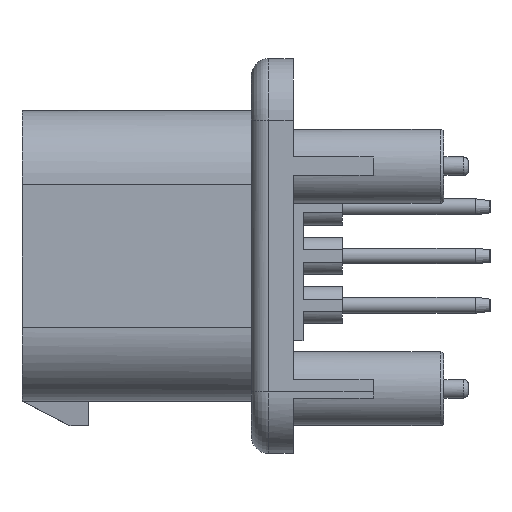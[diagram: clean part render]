
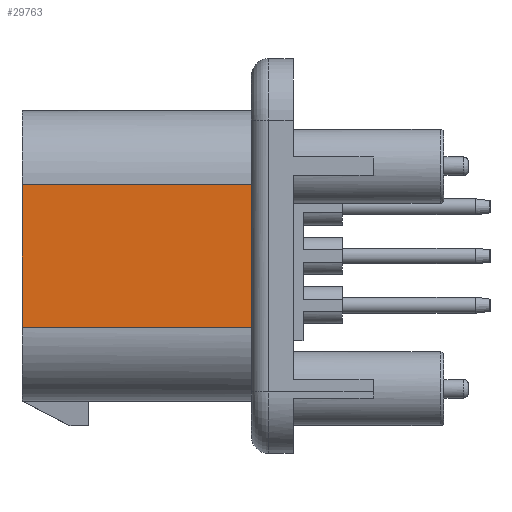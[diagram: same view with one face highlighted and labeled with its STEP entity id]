
A CAD part, left-side view. The second image highlights one B-rep face of the part: STEP entity #29763.
In plain terms, the highlighted planar face has unit normal (-1, 0, 0).
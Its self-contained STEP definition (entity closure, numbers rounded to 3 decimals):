
#13627=CARTESIAN_POINT('',(-8.863,72.196,69.416));
#13628=VERTEX_POINT('',#13627);
#13647=CARTESIAN_POINT('',(-8.863,72.196,80.9));
#13648=VERTEX_POINT('',#13647);
#13649=CARTESIAN_POINT('',(-8.863,72.196,69.416));
#13650=CARTESIAN_POINT('',(-8.863,72.196,71.712));
#13651=CARTESIAN_POINT('',(-8.863,72.196,74.009));
#13652=CARTESIAN_POINT('',(-8.863,72.196,76.306));
#13653=CARTESIAN_POINT('',(-8.863,72.196,78.603));
#13654=CARTESIAN_POINT('',(-8.863,72.196,80.9));
#13655=B_SPLINE_CURVE_WITH_KNOTS('',5,(#13649,#13650,#13651,#13652,#13653,#13654),.UNSPECIFIED.,.F.,.U.,(6,6),(0.,11.6),.UNSPECIFIED.);
#13656=EDGE_CURVE('',#13628,#13648,#13655,.T.);
#29669=CARTESIAN_POINT('',(-8.863,52.347,69.416));
#29670=VERTEX_POINT('',#29669);
#29680=CARTESIAN_POINT('',(-8.863,52.347,69.416));
#29681=CARTESIAN_POINT('',(-8.863,56.317,69.416));
#29682=CARTESIAN_POINT('',(-8.863,60.287,69.416));
#29683=CARTESIAN_POINT('',(-8.863,64.257,69.416));
#29684=CARTESIAN_POINT('',(-8.863,68.226,69.416));
#29685=CARTESIAN_POINT('',(-8.863,72.196,69.416));
#29686=B_SPLINE_CURVE_WITH_KNOTS('',5,(#29680,#29681,#29682,#29683,#29684,#29685),.UNSPECIFIED.,.F.,.U.,(6,6),(0.,20.05),.UNSPECIFIED.);
#29687=EDGE_CURVE('',#29670,#13628,#29686,.T.);
#29712=CARTESIAN_POINT('',(-8.863,62.272,75.158));
#29713=DIRECTION('',(0.,0.,-1.));
#29714=DIRECTION('',(-1.,-0.,0.));
#29715=AXIS2_PLACEMENT_3D('',#29712,#29714,#29713);
#29716=PLANE('',#29715);
#29717=CARTESIAN_POINT('',(-8.863,53.089,78.177));
#29718=VERTEX_POINT('',#29717);
#29719=CARTESIAN_POINT('',(-8.863,53.089,80.9));
#29720=VERTEX_POINT('',#29719);
#29721=CARTESIAN_POINT('',(-8.863,53.089,78.177));
#29722=CARTESIAN_POINT('',(-8.863,53.089,78.722));
#29723=CARTESIAN_POINT('',(-8.863,53.089,79.266));
#29724=CARTESIAN_POINT('',(-8.863,53.089,79.811));
#29725=CARTESIAN_POINT('',(-8.863,53.089,80.355));
#29726=CARTESIAN_POINT('',(-8.863,53.089,80.9));
#29727=B_SPLINE_CURVE_WITH_KNOTS('',5,(#29721,#29722,#29723,#29724,#29725,#29726),.UNSPECIFIED.,.F.,.U.,(6,6),(0.,2.75),.UNSPECIFIED.);
#29728=EDGE_CURVE('',#29718,#29720,#29727,.T.);
#29729=ORIENTED_EDGE('',*,*,#29728,.T.);
#29730=CARTESIAN_POINT('',(-8.863,53.089,80.9));
#29731=CARTESIAN_POINT('',(-8.863,56.911,80.9));
#29732=CARTESIAN_POINT('',(-8.863,60.732,80.9));
#29733=CARTESIAN_POINT('',(-8.863,64.554,80.9));
#29734=CARTESIAN_POINT('',(-8.863,68.375,80.9));
#29735=CARTESIAN_POINT('',(-8.863,72.196,80.9));
#29736=B_SPLINE_CURVE_WITH_KNOTS('',5,(#29730,#29731,#29732,#29733,#29734,#29735),.UNSPECIFIED.,.F.,.U.,(6,6),(0.,19.3),.UNSPECIFIED.);
#29737=EDGE_CURVE('',#29720,#13648,#29736,.T.);
#29738=ORIENTED_EDGE('',*,*,#29737,.T.);
#29739=ORIENTED_EDGE('',*,*,#13656,.F.);
#29740=ORIENTED_EDGE('',*,*,#29687,.F.);
#29741=CARTESIAN_POINT('',(-8.863,52.347,78.177));
#29742=VERTEX_POINT('',#29741);
#29743=CARTESIAN_POINT('',(-8.863,52.347,69.416));
#29744=CARTESIAN_POINT('',(-8.863,52.347,71.168));
#29745=CARTESIAN_POINT('',(-8.863,52.347,72.92));
#29746=CARTESIAN_POINT('',(-8.863,52.347,74.673));
#29747=CARTESIAN_POINT('',(-8.863,52.347,76.425));
#29748=CARTESIAN_POINT('',(-8.863,52.347,78.177));
#29749=B_SPLINE_CURVE_WITH_KNOTS('',5,(#29743,#29744,#29745,#29746,#29747,#29748),.UNSPECIFIED.,.F.,.U.,(6,6),(0.,8.85),.UNSPECIFIED.);
#29750=EDGE_CURVE('',#29670,#29742,#29749,.T.);
#29751=ORIENTED_EDGE('',*,*,#29750,.T.);
#29752=CARTESIAN_POINT('',(-8.863,52.347,78.177));
#29753=CARTESIAN_POINT('',(-8.863,52.495,78.177));
#29754=CARTESIAN_POINT('',(-8.863,52.644,78.177));
#29755=CARTESIAN_POINT('',(-8.863,52.792,78.177));
#29756=CARTESIAN_POINT('',(-8.863,52.941,78.177));
#29757=CARTESIAN_POINT('',(-8.863,53.089,78.177));
#29758=B_SPLINE_CURVE_WITH_KNOTS('',5,(#29752,#29753,#29754,#29755,#29756,#29757),.UNSPECIFIED.,.F.,.U.,(6,6),(0.,0.75),.UNSPECIFIED.);
#29759=EDGE_CURVE('',#29742,#29718,#29758,.T.);
#29760=ORIENTED_EDGE('',*,*,#29759,.T.);
#29761=EDGE_LOOP('',(#29729,#29738,#29739,#29740,#29751,#29760));
#29762=FACE_OUTER_BOUND('',#29761,.T.);
#29763=ADVANCED_FACE('',(#29762),#29716,.T.);
